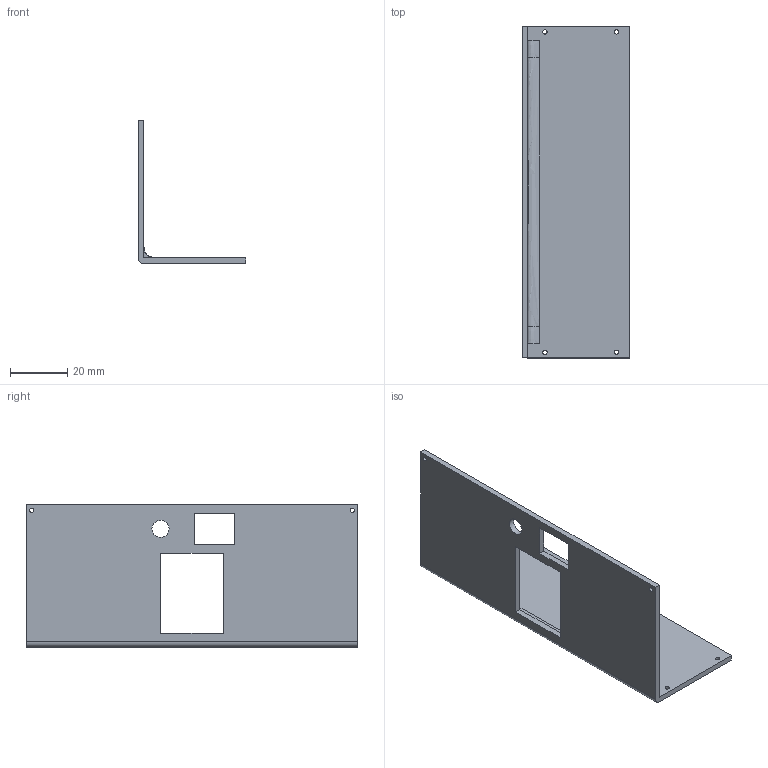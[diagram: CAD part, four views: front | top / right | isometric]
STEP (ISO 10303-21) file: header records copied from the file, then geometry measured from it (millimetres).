
FILE_DESCRIPTION(('STEP AP203'), '1');
FILE_NAME('êðûøêà', '', ('UNSPECIFIED'), ('UNSPECIFIED'), 'C3D Converter', 'C3D Toolkit', '');
FILE_SCHEMA(('CONFIG_CONTROL_DESIGN'));
Length unit declared in the file: millimetre
Bounding box: 37.7 x 116 x 50 mm (x, y, z)
Volume: 18447.2 mm3; surface area: 19211.5 mm2
Topology: 1 solids, 1 shells, 29 faces, 84 edges, 56 vertices
Faces by surface type: plane 18, cylinder 8, extrusion 2, bspline 1
Full cylindrical faces by diameter (mm): 1.5 x6, 6 x1
Entity records: 1294 total; most frequent: CARTESIAN_POINT 250, ORIENTED_EDGE 154, DIRECTION 143, EDGE_CURVE 77, VECTOR 57, VERTEX_POINT 56, LINE 55, EDGE_LOOP 53
